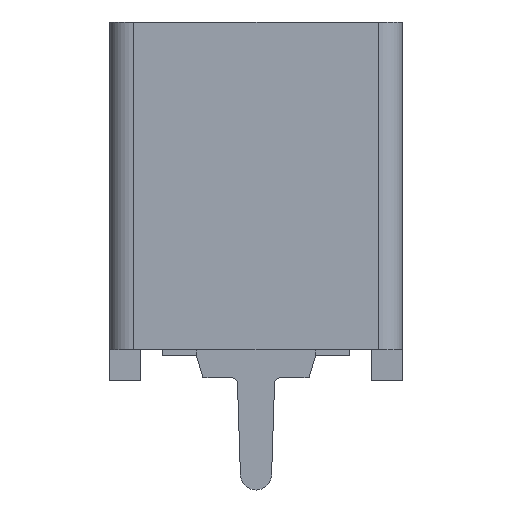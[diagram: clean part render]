
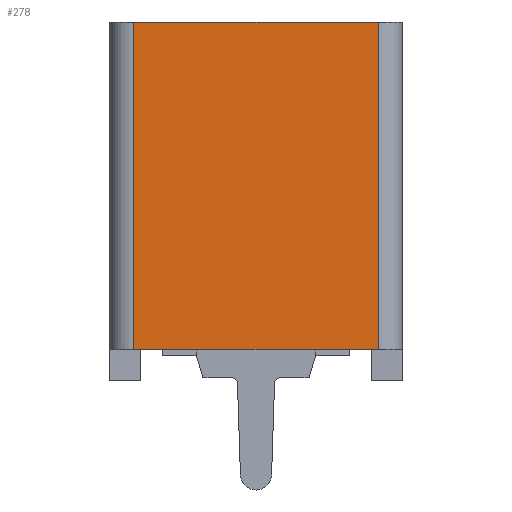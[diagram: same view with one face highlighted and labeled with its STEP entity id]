
A CAD part, left-side view. The second image highlights one B-rep face of the part: STEP entity #278.
In plain terms, the highlighted planar face has unit normal (-1, 0, 0).
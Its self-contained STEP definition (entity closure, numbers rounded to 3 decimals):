
#278=ADVANCED_FACE('',(#740),#741,.T.);
#740=FACE_OUTER_BOUND('',#1389,.T.);
#741=PLANE('',#1390);
#1389=EDGE_LOOP('',(#2161,#2162,#2163,#2164));
#1390=AXIS2_PLACEMENT_3D('',#2165,#2166,#2167);
#2161=ORIENTED_EDGE('',*,*,#4213,.T.);
#2162=ORIENTED_EDGE('',*,*,#4214,.F.);
#2163=ORIENTED_EDGE('',*,*,#4187,.T.);
#2164=ORIENTED_EDGE('',*,*,#4215,.T.);
#2165=CARTESIAN_POINT('',(0.,4.7,5.25));
#2166=DIRECTION('',(-1.0,0.,0.));
#2167=DIRECTION('',(0.,1.0,0.));
#4187=EDGE_CURVE('',#5106,#5107,#5108,.T.);
#4213=EDGE_CURVE('',#5148,#5149,#5150,.T.);
#4214=EDGE_CURVE('',#5106,#5149,#5151,.T.);
#4215=EDGE_CURVE('',#5107,#5148,#5152,.T.);
#5106=VERTEX_POINT('',#6431);
#5107=VERTEX_POINT('',#6432);
#5108=LINE('',#6433,#6434);
#5148=VERTEX_POINT('',#6493);
#5149=VERTEX_POINT('',#6494);
#5150=LINE('',#6495,#6496);
#5151=LINE('',#6497,#6498);
#5152=LINE('',#6499,#6500);
#6431=CARTESIAN_POINT('',(0.,8.625,10.5));
#6432=CARTESIAN_POINT('',(0.,8.625,0.));
#6433=CARTESIAN_POINT('',(0.,8.625,0.));
#6434=VECTOR('',#8165,1000.0);
#6493=CARTESIAN_POINT('',(0.,0.775,0.));
#6494=CARTESIAN_POINT('',(0.,0.775,10.5));
#6495=CARTESIAN_POINT('',(0.,0.775,0.));
#6496=VECTOR('',#8191,1000.0);
#6497=CARTESIAN_POINT('',(0.,11.2,10.5));
#6498=VECTOR('',#8192,1000.0);
#6499=CARTESIAN_POINT('',(0.,11.2,0.));
#6500=VECTOR('',#8193,1000.0);
#8165=DIRECTION('',(0.,0.,-1.0));
#8191=DIRECTION('',(0.,0.,1.0));
#8192=DIRECTION('',(0.,-1.0,0.));
#8193=DIRECTION('',(0.,-1.0,0.));
